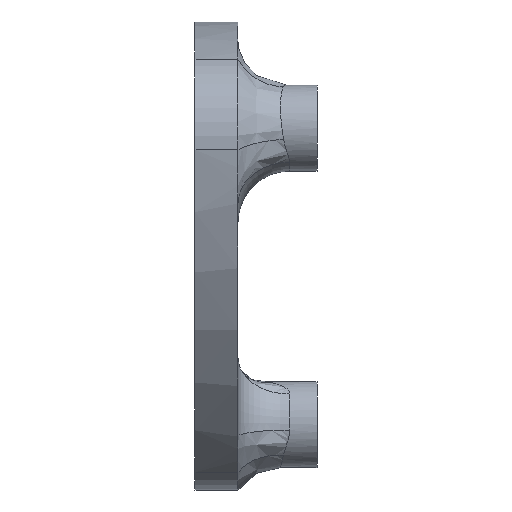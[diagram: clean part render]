
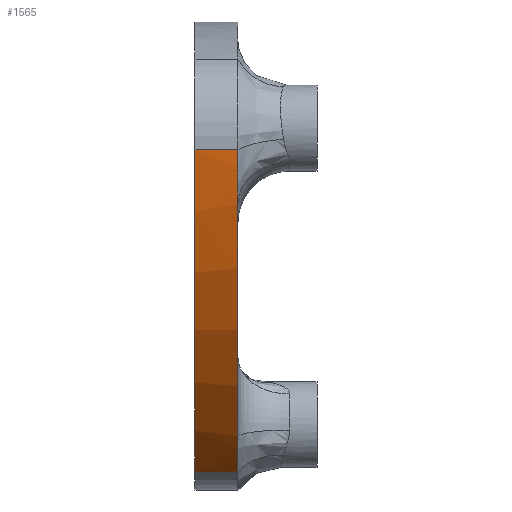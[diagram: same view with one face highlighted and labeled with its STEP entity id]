
A CAD part, left-side view. The second image highlights one B-rep face of the part: STEP entity #1565.
In plain terms, the highlighted cylindrical face has radius 28.232 mm (diameter 56.465 mm), a partial arc.
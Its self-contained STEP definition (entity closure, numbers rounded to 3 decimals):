
#9 = EDGE_CURVE ( 'NONE', #458, #1494, #2541, .T. ) ;
#17 = EDGE_CURVE ( 'NONE', #920, #1798, #185, .T. ) ;
#40 = VECTOR ( 'NONE', #1598, 1000. ) ;
#120 = CYLINDRICAL_SURFACE ( 'NONE', #2426, 28.232 ) ;
#125 = DIRECTION ( 'NONE',  ( 0., 0., 1. ) ) ;
#185 = CIRCLE ( 'NONE', #540, 28.232 ) ;
#195 = EDGE_LOOP ( 'NONE', ( #2234, #657, #1122, #2595, #1192, #1053 ) ) ;
#259 = DIRECTION ( 'NONE',  ( 0., 1., 0. ) ) ;
#268 = AXIS2_PLACEMENT_3D ( 'NONE', #2346, #1101, #2183 ) ;
#270 = EDGE_CURVE ( 'NONE', #1494, #920, #620, .T. ) ;
#302 = CARTESIAN_POINT ( 'NONE',  ( 14.116, 19.3, 8.15 ) ) ;
#306 = CARTESIAN_POINT ( 'NONE',  ( 14.116, 21.8, 8.15 ) ) ;
#340 = DIRECTION ( 'NONE',  ( 0., 1., 0. ) ) ;
#362 = CARTESIAN_POINT ( 'NONE',  ( -13.88, 19.3, 4.506 ) ) ;
#403 = AXIS2_PLACEMENT_3D ( 'NONE', #1954, #259, #909 ) ;
#422 = EDGE_CURVE ( 'NONE', #1798, #1677, #2625, .T. ) ;
#458 = VERTEX_POINT ( 'NONE', #1416 ) ;
#540 = AXIS2_PLACEMENT_3D ( 'NONE', #302, #2388, #2577 ) ;
#620 = CIRCLE ( 'NONE', #268, 28.232 ) ;
#657 = ORIENTED_EDGE ( 'NONE', *, *, #270, .T. ) ;
#750 = LINE ( 'NONE', #2238, #1030 ) ;
#751 = CARTESIAN_POINT ( 'NONE',  ( -13.88, 19.3, 4.506 ) ) ;
#760 = CIRCLE ( 'NONE', #2302, 28.232 ) ;
#909 = DIRECTION ( 'NONE',  ( 0., 0., 1. ) ) ;
#920 = VERTEX_POINT ( 'NONE', #1270 ) ;
#1030 = VECTOR ( 'NONE', #2046, 1000. ) ;
#1053 = ORIENTED_EDGE ( 'NONE', *, *, #1515, .T. ) ;
#1101 = DIRECTION ( 'NONE',  ( 0., 1., 0. ) ) ;
#1122 = ORIENTED_EDGE ( 'NONE', *, *, #17, .T. ) ;
#1190 = EDGE_CURVE ( 'NONE', #1931, #1677, #760, .T. ) ;
#1192 = ORIENTED_EDGE ( 'NONE', *, *, #1190, .F. ) ;
#1270 = CARTESIAN_POINT ( 'NONE',  ( -13.291, 19.3, 1.374 ) ) ;
#1416 = CARTESIAN_POINT ( 'NONE',  ( -3.038, 19.3, -14.273 ) ) ;
#1494 = VERTEX_POINT ( 'NONE', #2624 ) ;
#1515 = EDGE_CURVE ( 'NONE', #1931, #458, #750, .T. ) ;
#1565 = ADVANCED_FACE ( 'NONE', ( #2006 ), #120, .T. ) ;
#1598 = DIRECTION ( 'NONE',  ( 0., 1., 0. ) ) ;
#1677 = VERTEX_POINT ( 'NONE', #2101 ) ;
#1798 = VERTEX_POINT ( 'NONE', #362 ) ;
#1931 = VERTEX_POINT ( 'NONE', #2694 ) ;
#1954 = CARTESIAN_POINT ( 'NONE',  ( 14.116, 19.3, 8.15 ) ) ;
#2006 = FACE_OUTER_BOUND ( 'NONE', #195, .T. ) ;
#2046 = DIRECTION ( 'NONE',  ( 0., -1., 0. ) ) ;
#2101 = CARTESIAN_POINT ( 'NONE',  ( -13.88, 21.8, 4.506 ) ) ;
#2183 = DIRECTION ( 'NONE',  ( 0., 0., 1. ) ) ;
#2224 = CARTESIAN_POINT ( 'NONE',  ( 14.116, 19.3, 8.15 ) ) ;
#2232 = DIRECTION ( 'NONE',  ( 0., 1., 0. ) ) ;
#2234 = ORIENTED_EDGE ( 'NONE', *, *, #9, .T. ) ;
#2238 = CARTESIAN_POINT ( 'NONE',  ( -3.038, 19.3, -14.273 ) ) ;
#2302 = AXIS2_PLACEMENT_3D ( 'NONE', #306, #2232, #125 ) ;
#2346 = CARTESIAN_POINT ( 'NONE',  ( 14.116, 19.3, 8.15 ) ) ;
#2388 = DIRECTION ( 'NONE',  ( 0., 1., 0. ) ) ;
#2426 = AXIS2_PLACEMENT_3D ( 'NONE', #2224, #340, #2524 ) ;
#2524 = DIRECTION ( 'NONE',  ( 0., 0., 1. ) ) ;
#2541 = CIRCLE ( 'NONE', #403, 28.232 ) ;
#2577 = DIRECTION ( 'NONE',  ( 0., 0., 1. ) ) ;
#2595 = ORIENTED_EDGE ( 'NONE', *, *, #422, .T. ) ;
#2624 = CARTESIAN_POINT ( 'NONE',  ( -5.456, 19.3, -12.197 ) ) ;
#2625 = LINE ( 'NONE', #751, #40 ) ;
#2694 = CARTESIAN_POINT ( 'NONE',  ( -3.038, 21.8, -14.273 ) ) ;
